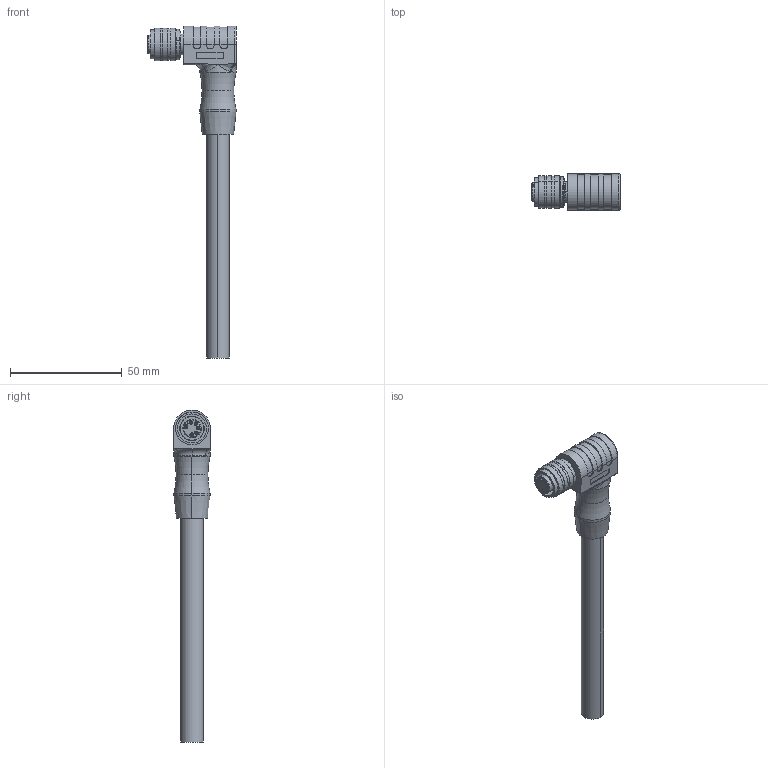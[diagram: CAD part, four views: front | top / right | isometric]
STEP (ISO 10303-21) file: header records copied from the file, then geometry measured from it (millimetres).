
FILE_DESCRIPTION((''),'2;1');
FILE_NAME('ELK6-M-S10_ASM','2019-03-26T',('xin.jin'),(''),'PRO/ENGINEER BY PARAMETRIC TECHNOLOGY CORPORATION, 2012060','PRO/ENGINEER BY PARAMETRIC TECHNOLOGY CORPORATION, 2012060','');
FILE_SCHEMA(('AUTOMOTIVE_DESIGN { 1 0 10303 214 1 1 1 1 }'));
Length unit declared in the file: millimetre
Products named in the file (1): ELK6-M-S10_ASM
Bounding box: 39.4 x 16.5 x 148.45 mm (x, y, z)
Volume: 21022.8 mm3; surface area: 9945.4 mm2
Topology: 1 solids, 4 shells, 526 faces, 1467 edges, 954 vertices
Faces by surface type: cylinder 265, plane 202, cone 28, bspline 18, torus 11, sphere 2
Entity records: 18661 total; most frequent: CARTESIAN_POINT 4864, DIRECTION 2968, ORIENTED_EDGE 2874, EDGE_CURVE 1441, AXIS2_PLACEMENT_3D 1144, VERTEX_POINT 954, VECTOR 680, LINE 680
